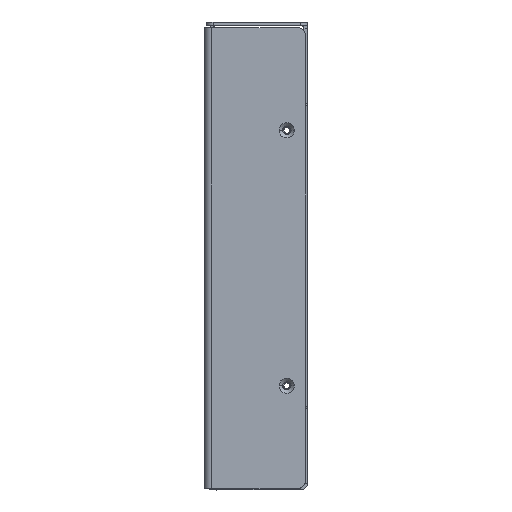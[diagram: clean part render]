
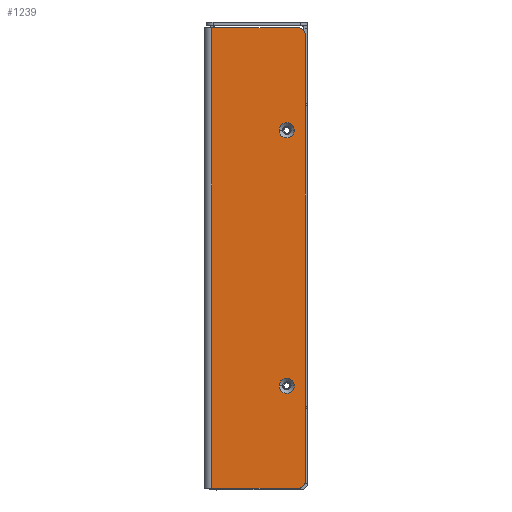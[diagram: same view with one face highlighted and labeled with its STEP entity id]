
A CAD part, left-side view. The second image highlights one B-rep face of the part: STEP entity #1239.
In plain terms, the highlighted face is planar.
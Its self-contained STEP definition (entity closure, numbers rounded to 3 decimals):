
#61 = DIRECTION ( 'NONE',  ( 0., 1., 0. ) ) ;
#149 = CIRCLE ( 'NONE', #926, 3.25 ) ;
#181 = EDGE_CURVE ( 'NONE', #976, #968, #5973, .T. ) ;
#201 = CARTESIAN_POINT ( 'NONE',  ( 218.7, -21.1, 3. ) ) ;
#420 = DIRECTION ( 'NONE',  ( 0., 1., 0. ) ) ;
#479 = DIRECTION ( 'NONE',  ( 0., -1., 0. ) ) ;
#511 = DIRECTION ( 'NONE',  ( 0., 1., 0. ) ) ;
#669 = LINE ( 'NONE', #1043, #2055 ) ;
#710 = ORIENTED_EDGE ( 'NONE', *, *, #4867, .T. ) ;
#711 = ORIENTED_EDGE ( 'NONE', *, *, #992, .T. ) ;
#841 = AXIS2_PLACEMENT_3D ( 'NONE', #2378, #3798, #61 ) ;
#858 = CARTESIAN_POINT ( 'NONE',  ( 218.7, -9.85, 154.15 ) ) ;
#926 = AXIS2_PLACEMENT_3D ( 'NONE', #4708, #4736, #511 ) ;
#968 = VERTEX_POINT ( 'NONE', #2107 ) ;
#976 = VERTEX_POINT ( 'NONE', #3431 ) ;
#989 = CARTESIAN_POINT ( 'NONE',  ( 218.7, -18.1, 3. ) ) ;
#992 = EDGE_CURVE ( 'NONE', #976, #2506, #669, .T. ) ;
#1010 = ORIENTED_EDGE ( 'NONE', *, *, #4490, .T. ) ;
#1043 = CARTESIAN_POINT ( 'NONE',  ( 218.7, 20.8, 198.3 ) ) ;
#1126 = EDGE_CURVE ( 'NONE', #4762, #3962, #4128, .T. ) ;
#1239 = ADVANCED_FACE ( 'NONE', ( #1927, #4285, #1794 ), #3802, .T. ) ;
#1438 = ORIENTED_EDGE ( 'NONE', *, *, #1126, .T. ) ;
#1503 = DIRECTION ( 'NONE',  ( 0., 1., 0. ) ) ;
#1626 = CARTESIAN_POINT ( 'NONE',  ( 218.7, -13.1, 44.15 ) ) ;
#1746 = EDGE_LOOP ( 'NONE', ( #1010, #6011 ) ) ;
#1760 = CARTESIAN_POINT ( 'NONE',  ( 218.7, 19.3, 198.3 ) ) ;
#1794 = FACE_OUTER_BOUND ( 'NONE', #5438, .T. ) ;
#1815 = VERTEX_POINT ( 'NONE', #2846 ) ;
#1927 = FACE_BOUND ( 'NONE', #1746, .T. ) ;
#1965 = DIRECTION ( 'NONE',  ( 1., 0., 0. ) ) ;
#2025 = DIRECTION ( 'NONE',  ( 0., 1., 0. ) ) ;
#2040 = EDGE_CURVE ( 'NONE', #1815, #4629, #5504, .T. ) ;
#2055 = VECTOR ( 'NONE', #2908, 1000. ) ;
#2107 = CARTESIAN_POINT ( 'NONE',  ( 218.7, 19.3, 0. ) ) ;
#2281 = EDGE_LOOP ( 'NONE', ( #3416, #5170 ) ) ;
#2378 = CARTESIAN_POINT ( 'NONE',  ( 218.7, -13.1, 44.15 ) ) ;
#2405 = AXIS2_PLACEMENT_3D ( 'NONE', #5824, #3047, #1503 ) ;
#2438 = EDGE_CURVE ( 'NONE', #4629, #1815, #149, .T. ) ;
#2506 = VERTEX_POINT ( 'NONE', #4907 ) ;
#2643 = DIRECTION ( 'NONE',  ( 0., 0., -1. ) ) ;
#2846 = CARTESIAN_POINT ( 'NONE',  ( 218.7, -16.35, 154.15 ) ) ;
#2849 = CARTESIAN_POINT ( 'NONE',  ( 218.7, -21.1, 195.3 ) ) ;
#2908 = DIRECTION ( 'NONE',  ( 0., -1., 0. ) ) ;
#3045 = DIRECTION ( 'NONE',  ( -1., 0., 0. ) ) ;
#3047 = DIRECTION ( 'NONE',  ( 1., 0., 0. ) ) ;
#3127 = VERTEX_POINT ( 'NONE', #4040 ) ;
#3174 = CIRCLE ( 'NONE', #5898, 3.25 ) ;
#3229 = EDGE_CURVE ( 'NONE', #3962, #3127, #4242, .T. ) ;
#3270 = CARTESIAN_POINT ( 'NONE',  ( 218.7, 20.8, 198.3 ) ) ;
#3416 = ORIENTED_EDGE ( 'NONE', *, *, #2438, .T. ) ;
#3431 = CARTESIAN_POINT ( 'NONE',  ( 218.7, 19.3, 198.3 ) ) ;
#3522 = VECTOR ( 'NONE', #4066, 1000. ) ;
#3625 = AXIS2_PLACEMENT_3D ( 'NONE', #3270, #4614, #420 ) ;
#3642 = ORIENTED_EDGE ( 'NONE', *, *, #5812, .F. ) ;
#3700 = VERTEX_POINT ( 'NONE', #4162 ) ;
#3798 = DIRECTION ( 'NONE',  ( -1., 0., 0. ) ) ;
#3802 = PLANE ( 'NONE',  #3625 ) ;
#3962 = VERTEX_POINT ( 'NONE', #201 ) ;
#4040 = CARTESIAN_POINT ( 'NONE',  ( 218.7, -18.1, 0. ) ) ;
#4066 = DIRECTION ( 'NONE',  ( 0., 0., -1. ) ) ;
#4128 = LINE ( 'NONE', #5978, #3522 ) ;
#4162 = CARTESIAN_POINT ( 'NONE',  ( 218.7, -16.35, 44.15 ) ) ;
#4242 = CIRCLE ( 'NONE', #4730, 3. ) ;
#4285 = FACE_BOUND ( 'NONE', #2281, .T. ) ;
#4301 = CARTESIAN_POINT ( 'NONE',  ( 218.7, -9.85, 44.15 ) ) ;
#4302 = VECTOR ( 'NONE', #2643, 1000. ) ;
#4452 = CIRCLE ( 'NONE', #2405, 3. ) ;
#4490 = EDGE_CURVE ( 'NONE', #5571, #3700, #3174, .T. ) ;
#4560 = VECTOR ( 'NONE', #479, 1000. ) ;
#4614 = DIRECTION ( 'NONE',  ( 1., 0., 0. ) ) ;
#4629 = VERTEX_POINT ( 'NONE', #858 ) ;
#4631 = ORIENTED_EDGE ( 'NONE', *, *, #181, .F. ) ;
#4693 = DIRECTION ( 'NONE',  ( 0., 1., 0. ) ) ;
#4707 = LINE ( 'NONE', #6037, #4560 ) ;
#4708 = CARTESIAN_POINT ( 'NONE',  ( 218.7, -13.1, 154.15 ) ) ;
#4730 = AXIS2_PLACEMENT_3D ( 'NONE', #989, #1965, #4693 ) ;
#4736 = DIRECTION ( 'NONE',  ( -1., 0., 0. ) ) ;
#4762 = VERTEX_POINT ( 'NONE', #2849 ) ;
#4828 = AXIS2_PLACEMENT_3D ( 'NONE', #5371, #3045, #4912 ) ;
#4841 = DIRECTION ( 'NONE',  ( -1., 0., 0. ) ) ;
#4867 = EDGE_CURVE ( 'NONE', #2506, #4762, #4452, .T. ) ;
#4907 = CARTESIAN_POINT ( 'NONE',  ( 218.7, -18.1, 198.3 ) ) ;
#4912 = DIRECTION ( 'NONE',  ( 0., 1., 0. ) ) ;
#5170 = ORIENTED_EDGE ( 'NONE', *, *, #2040, .T. ) ;
#5211 = EDGE_CURVE ( 'NONE', #3700, #5571, #5724, .T. ) ;
#5371 = CARTESIAN_POINT ( 'NONE',  ( 218.7, -13.1, 154.15 ) ) ;
#5438 = EDGE_LOOP ( 'NONE', ( #1438, #6036, #3642, #4631, #711, #710 ) ) ;
#5504 = CIRCLE ( 'NONE', #4828, 3.25 ) ;
#5571 = VERTEX_POINT ( 'NONE', #4301 ) ;
#5724 = CIRCLE ( 'NONE', #841, 3.25 ) ;
#5812 = EDGE_CURVE ( 'NONE', #968, #3127, #4707, .T. ) ;
#5824 = CARTESIAN_POINT ( 'NONE',  ( 218.7, -18.1, 195.3 ) ) ;
#5898 = AXIS2_PLACEMENT_3D ( 'NONE', #1626, #4841, #2025 ) ;
#5973 = LINE ( 'NONE', #1760, #4302 ) ;
#5978 = CARTESIAN_POINT ( 'NONE',  ( 218.7, -21.1, 198.3 ) ) ;
#6011 = ORIENTED_EDGE ( 'NONE', *, *, #5211, .T. ) ;
#6036 = ORIENTED_EDGE ( 'NONE', *, *, #3229, .T. ) ;
#6037 = CARTESIAN_POINT ( 'NONE',  ( 218.7, 20.8, 0. ) ) ;
